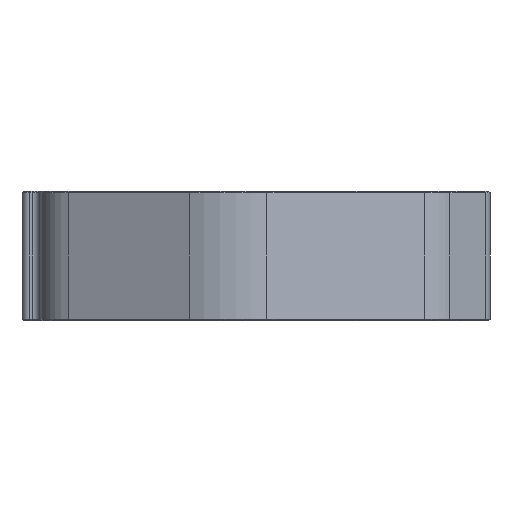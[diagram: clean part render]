
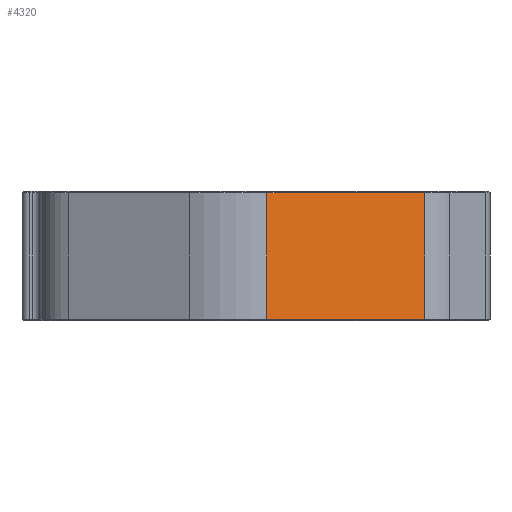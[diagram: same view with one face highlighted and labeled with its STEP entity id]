
A CAD part, left-side view. The second image highlights one B-rep face of the part: STEP entity #4320.
In plain terms, the highlighted planar face has unit normal (-0.958, -0.288, 0).
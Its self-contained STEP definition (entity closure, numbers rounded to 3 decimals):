
#556=FACE_OUTER_BOUND('',#820,.T.);
#820=EDGE_LOOP('',(#3640,#3641,#3642,#3643));
#1063=LINE('',#7548,#1475);
#1190=LINE('',#8985,#1602);
#1220=LINE('',#9296,#1632);
#1221=LINE('',#9298,#1633);
#1475=VECTOR('',#5257,10.);
#1602=VECTOR('',#5612,10.);
#1632=VECTOR('',#5702,10.);
#1633=VECTOR('',#5705,10.);
#1924=VERTEX_POINT('',#7542);
#1925=VERTEX_POINT('',#7546);
#2039=VERTEX_POINT('',#8979);
#2040=VERTEX_POINT('',#8983);
#2378=EDGE_CURVE('',#1925,#1924,#1063,.T.);
#2572=EDGE_CURVE('',#2039,#2040,#1190,.T.);
#2606=EDGE_CURVE('',#2040,#1925,#1220,.T.);
#2607=EDGE_CURVE('',#2039,#1924,#1221,.T.);
#3640=ORIENTED_EDGE('',*,*,#2378,.F.);
#3641=ORIENTED_EDGE('',*,*,#2606,.F.);
#3642=ORIENTED_EDGE('',*,*,#2572,.F.);
#3643=ORIENTED_EDGE('',*,*,#2607,.T.);
#4096=PLANE('',#4706);
#4320=ADVANCED_FACE('',(#556),#4096,.T.);
#4706=AXIS2_PLACEMENT_3D('',#9297,#5703,#5704);
#5257=DIRECTION('',(0.288,-0.958,0.));
#5612=DIRECTION('',(-0.288,0.958,0.));
#5702=DIRECTION('',(0.,0.,1.));
#5703=DIRECTION('center_axis',(-0.958,-0.288,0.));
#5704=DIRECTION('ref_axis',(-0.288,0.958,0.));
#5705=DIRECTION('',(0.,0.,1.));
#7542=CARTESIAN_POINT('',(-15.898,16.248,28.6));
#7546=CARTESIAN_POINT('',(-28.718,58.835,28.6));
#7548=CARTESIAN_POINT('',(-18.794,25.869,28.6));
#8979=CARTESIAN_POINT('',(-15.898,16.248,-5.6));
#8983=CARTESIAN_POINT('',(-28.718,58.835,-5.6));
#8985=CARTESIAN_POINT('',(-18.794,25.869,-5.6));
#9296=CARTESIAN_POINT('',(-28.718,58.835,0.));
#9297=CARTESIAN_POINT('Origin',(-15.898,16.248,0.));
#9298=CARTESIAN_POINT('',(-15.898,16.248,0.));
